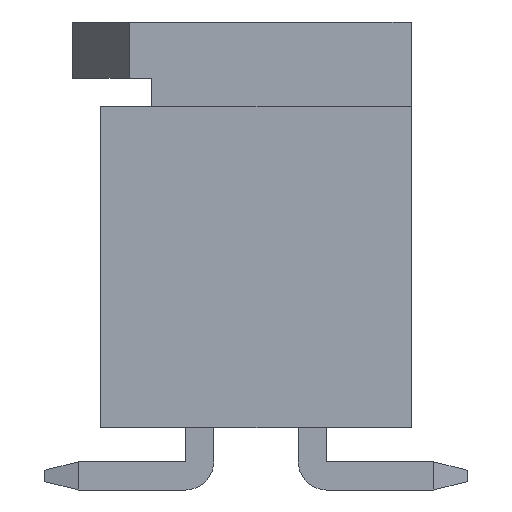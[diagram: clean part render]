
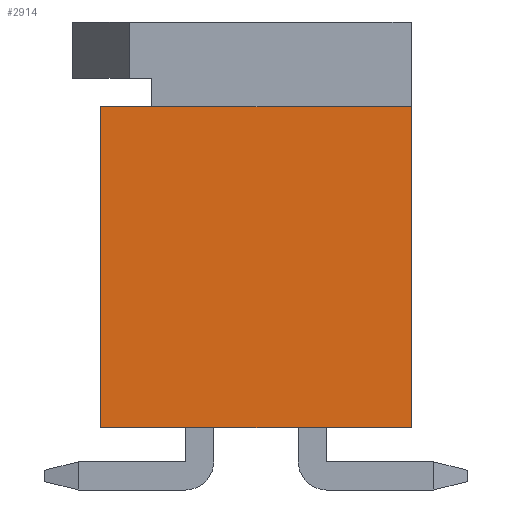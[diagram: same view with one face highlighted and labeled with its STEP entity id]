
A CAD part, left-side view. The second image highlights one B-rep face of the part: STEP entity #2914.
In plain terms, the highlighted planar face has unit normal (-1, 0, 0).
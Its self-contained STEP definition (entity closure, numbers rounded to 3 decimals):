
#2914=ADVANCED_FACE('',(#6269),#6270,.T.);
#6269=FACE_OUTER_BOUND('',#10240,.T.);
#6270=PLANE('',#10241);
#10240=EDGE_LOOP('',(#18535,#18536,#18537,#18538));
#10241=AXIS2_PLACEMENT_3D('',#18539,#18540,#18541);
#18535=ORIENTED_EDGE('',*,*,#25506,.F.);
#18536=ORIENTED_EDGE('',*,*,#25401,.F.);
#18537=ORIENTED_EDGE('',*,*,#25246,.T.);
#18538=ORIENTED_EDGE('',*,*,#25499,.T.);
#18539=CARTESIAN_POINT('',(-25.625,-2.75,-2.85));
#18540=DIRECTION('',(-1.0,0.0,0.0));
#18541=DIRECTION('',(0.0,0.0,1.0));
#25246=EDGE_CURVE('',#30587,#30585,#30588,.T.);
#25401=EDGE_CURVE('',#30587,#30873,#30874,.T.);
#25499=EDGE_CURVE('',#30585,#31063,#31065,.T.);
#25506=EDGE_CURVE('',#30873,#31063,#31076,.T.);
#30585=VERTEX_POINT('',#38453);
#30587=VERTEX_POINT('',#38456);
#30588=LINE('',#38457,#38458);
#30873=VERTEX_POINT('',#38896);
#30874=LINE('',#38897,#38898);
#31063=VERTEX_POINT('',#39181);
#31065=LINE('',#39184,#39185);
#31076=LINE('',#39201,#39202);
#38453=CARTESIAN_POINT('',(-25.625,-2.75,2.85));
#38456=CARTESIAN_POINT('',(-25.625,-2.75,-2.85));
#38457=CARTESIAN_POINT('',(-25.625,-2.75,-2.85));
#38458=VECTOR('',#44377,1000.0);
#38896=CARTESIAN_POINT('',(-25.625,2.75,-2.85));
#38897=CARTESIAN_POINT('',(-25.625,-2.75,-2.85));
#38898=VECTOR('',#44531,1000.0);
#39181=CARTESIAN_POINT('',(-25.625,2.75,2.85));
#39184=CARTESIAN_POINT('',(-25.625,-2.75,2.85));
#39185=VECTOR('',#44627,1000.0);
#39201=CARTESIAN_POINT('',(-25.625,2.75,-2.85));
#39202=VECTOR('',#44633,1000.0);
#44377=DIRECTION('',(0.0,0.0,1.0));
#44531=DIRECTION('',(0.0,1.0,0.0));
#44627=DIRECTION('',(0.0,1.0,0.0));
#44633=DIRECTION('',(0.0,0.0,1.0));
